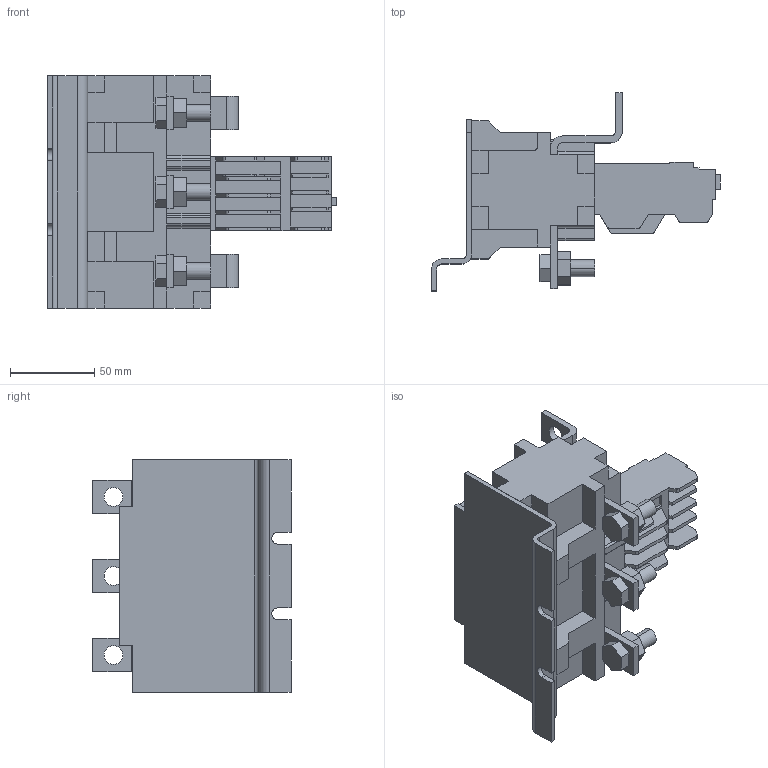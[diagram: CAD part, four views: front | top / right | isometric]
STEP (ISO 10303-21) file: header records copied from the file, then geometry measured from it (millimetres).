
FILE_DESCRIPTION (( 'STEP AP214' ), '1' );
FILE_NAME ('3NK4HQ.step', '2019-03-13T17:44:38', ( '' ), ( '' ), 'SwSTEP 2.0', 'SolidWorks 2018', '' );
FILE_SCHEMA (( 'AUTOMOTIVE_DESIGN' ));
Length unit declared in the file: inch
Products named in the file (1): 3NK4HQ
Bounding box: 171.6 x 117.7 x 138 mm (x, y, z)
Volume: 689924.3 mm3; surface area: 126214.7 mm2
Topology: 9 solids, 9 shells, 363 faces, 990 edges, 650 vertices
Faces by surface type: plane 284, cylinder 79
Entity records: 16225 total; most frequent: CARTESIAN_POINT 2004, ORIENTED_EDGE 1980, DIRECTION 1876, EDGE_CURVE 990, LINE 832, VECTOR 832, VERTEX_POINT 650, AXIS2_PLACEMENT_3D 522
